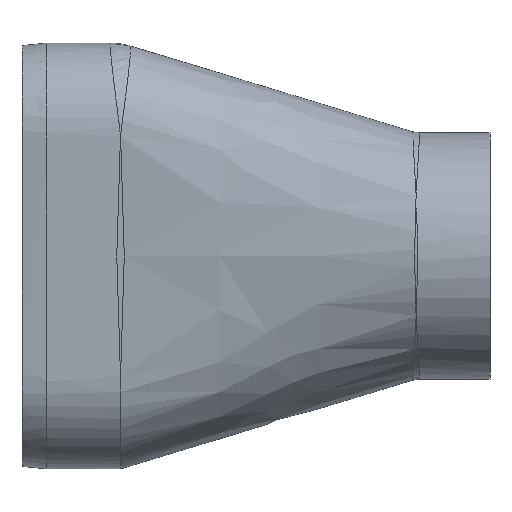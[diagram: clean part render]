
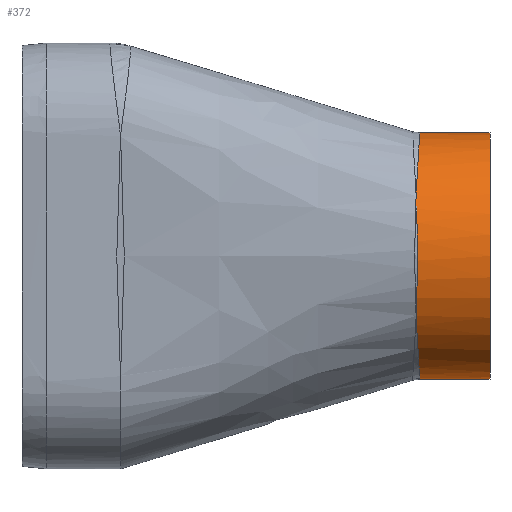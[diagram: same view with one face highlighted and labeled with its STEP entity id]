
A CAD part, front view. The second image highlights one B-rep face of the part: STEP entity #372.
In plain terms, the highlighted cylindrical face has radius 50.05 mm (diameter 100.1 mm), a full revolution.
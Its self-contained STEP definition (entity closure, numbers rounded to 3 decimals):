
#25=CYLINDRICAL_SURFACE('',#399,50.05);
#28=CIRCLE('',#397,50.05);
#45=FACE_OUTER_BOUND('',#65,.T.);
#65=EDGE_LOOP('',(#311,#312,#313,#314,#315,#316,#317,#318));
#97=B_SPLINE_CURVE_WITH_KNOTS('',3,(#1781,#1782,#1783,#1784,#1785,#1786,
#1787,#1788,#1789,#1790,#1791,#1792,#1793),.UNSPECIFIED.,.F.,.F.,(4,2,1,
1,2,1,1,1,4),(-12.699,-12.688,-12.216,-11.98,
-11.508,-10.033,-8.558,-7.082,
-6.345),.UNSPECIFIED.);
#98=B_SPLINE_CURVE_WITH_KNOTS('',3,(#1795,#1796,#1797,#1798,#1799,#1800,
#1801,#1802,#1803,#1804,#1805,#1806,#1807,#1808,#1809,#1810,#1811),
 .UNSPECIFIED.,.F.,.F.,(4,1,1,1,1,1,1,2,1,1,1,2,4),(-6.345,-6.345,
-5.607,-4.869,-4.132,-3.394,
-2.656,-1.181,-0.709,-0.472,
-0.236,0.,0.01),.UNSPECIFIED.);
#102=B_SPLINE_CURVE_WITH_KNOTS('',3,(#1899,#1900,#1901,#1902,#1903,#1904,
#1905,#1906,#1907,#1908,#1909,#1910,#1911),.UNSPECIFIED.,.F.,.F.,(4,2,1,
1,1,1,1,2,4),(-0.007,0.,0.806,1.611,
2.014,2.417,3.223,4.029,4.036),
 .UNSPECIFIED.);
#105=B_SPLINE_CURVE_WITH_KNOTS('',3,(#1987,#1988,#1989,#1990,#1991,#1992,
#1993,#1994,#1995,#1996,#1997,#1998,#1999),.UNSPECIFIED.,.F.,.F.,(4,2,1,
1,1,1,1,2,4),(-0.007,0.,0.808,1.616,
2.02,2.423,3.231,4.039,4.046),
 .UNSPECIFIED.);
#107=B_SPLINE_CURVE_WITH_KNOTS('',3,(#2111,#2112,#2113,#2114,#2115,#2116,
#2117,#2118,#2119,#2120,#2121,#2122,#2123,#2124,#2125,#2126,#2127,#2128,
#2129,#2130,#2131,#2132,#2133,#2134,#2135),.UNSPECIFIED.,.F.,.F.,(4,2,1,
1,2,1,1,1,1,1,1,1,1,1,2,1,1,2,4),(-12.699,-12.688,-12.216,
-11.744,-11.508,-10.033,-8.558,
-7.082,-6.345,-5.607,-4.869,
-4.132,-3.394,-2.656,-1.181,
-0.709,-0.236,0.,0.01),.UNSPECIFIED.);
#123=LINE('',#2289,#129);
#129=VECTOR('',#418,50.05);
#138=VERTEX_POINT('',#764);
#157=VERTEX_POINT('',#1769);
#158=VERTEX_POINT('',#1780);
#159=VERTEX_POINT('',#1794);
#162=VERTEX_POINT('',#1898);
#163=VERTEX_POINT('',#1973);
#181=EDGE_CURVE('',#138,#138,#28,.T.);
#205=EDGE_CURVE('',#157,#158,#97,.T.);
#206=EDGE_CURVE('',#158,#159,#98,.T.);
#210=EDGE_CURVE('',#159,#162,#102,.T.);
#213=EDGE_CURVE('',#163,#157,#105,.T.);
#215=EDGE_CURVE('',#162,#163,#107,.T.);
#219=EDGE_CURVE('',#138,#158,#123,.T.);
#311=ORIENTED_EDGE('',*,*,#181,.F.);
#312=ORIENTED_EDGE('',*,*,#219,.T.);
#313=ORIENTED_EDGE('',*,*,#205,.F.);
#314=ORIENTED_EDGE('',*,*,#213,.F.);
#315=ORIENTED_EDGE('',*,*,#215,.F.);
#316=ORIENTED_EDGE('',*,*,#210,.F.);
#317=ORIENTED_EDGE('',*,*,#206,.F.);
#318=ORIENTED_EDGE('',*,*,#219,.F.);
#372=ADVANCED_FACE('',(#45),#25,.T.);
#397=AXIS2_PLACEMENT_3D('',#765,#410,#411);
#399=AXIS2_PLACEMENT_3D('',#2288,#416,#417);
#410=DIRECTION('center_axis',(1.,0.,0.));
#411=DIRECTION('ref_axis',(0.,0.,-1.));
#416=DIRECTION('center_axis',(1.,0.,0.));
#417=DIRECTION('ref_axis',(0.,0.,-1.));
#418=DIRECTION('',(-1.,0.,0.));
#764=CARTESIAN_POINT('',(150.,0.,50.05));
#765=CARTESIAN_POINT('Origin',(150.,0.,0.));
#1769=CARTESIAN_POINT('',(120.,-43.75,24.309));
#1780=CARTESIAN_POINT('',(121.484,0.,50.05));
#1781=CARTESIAN_POINT('Ctrl Pts',(120.,-43.75,24.309));
#1782=CARTESIAN_POINT('Ctrl Pts',(120.001,-43.736,24.334));
#1783=CARTESIAN_POINT('Ctrl Pts',(120.002,-43.722,24.36));
#1784=CARTESIAN_POINT('Ctrl Pts',(120.053,-43.069,25.53));
#1785=CARTESIAN_POINT('Ctrl Pts',(120.132,-42.04,27.215));
#1786=CARTESIAN_POINT('Ctrl Pts',(120.275,-40.157,29.925));
#1787=CARTESIAN_POINT('Ctrl Pts',(120.365,-38.928,31.486));
#1788=CARTESIAN_POINT('Ctrl Pts',(120.623,-35.384,35.639));
#1789=CARTESIAN_POINT('Ctrl Pts',(120.965,-29.255,41.23));
#1790=CARTESIAN_POINT('Ctrl Pts',(121.314,-18.344,47.118));
#1791=CARTESIAN_POINT('Ctrl Pts',(121.462,-8.24,49.67));
#1792=CARTESIAN_POINT('Ctrl Pts',(121.484,-2.056,50.05));
#1793=CARTESIAN_POINT('Ctrl Pts',(121.484,0.,
50.05));
#1794=CARTESIAN_POINT('',(120.,43.75,24.309));
#1795=CARTESIAN_POINT('Ctrl Pts',(121.484,0.,
50.05));
#1796=CARTESIAN_POINT('Ctrl Pts',(121.484,0.001,
50.05));
#1797=CARTESIAN_POINT('Ctrl Pts',(121.484,2.059,50.05));
#1798=CARTESIAN_POINT('Ctrl Pts',(121.469,6.163,49.797));
#1799=CARTESIAN_POINT('Ctrl Pts',(121.403,12.302,48.648));
#1800=CARTESIAN_POINT('Ctrl Pts',(121.292,18.191,46.762));
#1801=CARTESIAN_POINT('Ctrl Pts',(121.14,23.794,44.178));
#1802=CARTESIAN_POINT('Ctrl Pts',(120.878,30.82,39.811));
#1803=CARTESIAN_POINT('Ctrl Pts',(120.622,35.389,35.632));
#1804=CARTESIAN_POINT('Ctrl Pts',(120.366,38.927,31.487));
#1805=CARTESIAN_POINT('Ctrl Pts',(120.275,40.155,29.927));
#1806=CARTESIAN_POINT('Ctrl Pts',(120.161,41.662,27.759));
#1807=CARTESIAN_POINT('Ctrl Pts',(120.079,42.725,26.093));
#1808=CARTESIAN_POINT('Ctrl Pts',(120.028,43.388,24.958));
#1809=CARTESIAN_POINT('Ctrl Pts',(120.002,43.722,24.36));
#1810=CARTESIAN_POINT('Ctrl Pts',(120.001,43.736,24.334));
#1811=CARTESIAN_POINT('Ctrl Pts',(120.,43.75,24.309));
#1898=CARTESIAN_POINT('',(120.,43.75,-24.309));
#1899=CARTESIAN_POINT('Ctrl Pts',(120.,43.75,24.309));
#1900=CARTESIAN_POINT('Ctrl Pts',(120.001,43.764,24.284));
#1901=CARTESIAN_POINT('Ctrl Pts',(120.002,43.778,24.258));
#1902=CARTESIAN_POINT('Ctrl Pts',(120.131,45.416,21.301));
#1903=CARTESIAN_POINT('Ctrl Pts',(120.347,48.101,15.031));
#1904=CARTESIAN_POINT('Ctrl Pts',(120.485,49.794,6.736));
#1905=CARTESIAN_POINT('Ctrl Pts',(120.513,50.136,-0.002));
#1906=CARTESIAN_POINT('Ctrl Pts',(120.485,49.788,-6.801));
#1907=CARTESIAN_POINT('Ctrl Pts',(120.345,48.082,-15.072));
#1908=CARTESIAN_POINT('Ctrl Pts',(120.131,45.417,-21.298));
#1909=CARTESIAN_POINT('Ctrl Pts',(120.002,43.778,-24.258));
#1910=CARTESIAN_POINT('Ctrl Pts',(120.001,43.764,-24.284));
#1911=CARTESIAN_POINT('Ctrl Pts',(120.,43.75,-24.309));
#1973=CARTESIAN_POINT('',(120.,-43.75,-24.309));
#1987=CARTESIAN_POINT('Ctrl Pts',(120.,-43.75,-24.309));
#1988=CARTESIAN_POINT('Ctrl Pts',(120.001,-43.764,-24.284));
#1989=CARTESIAN_POINT('Ctrl Pts',(120.002,-43.778,-24.258));
#1990=CARTESIAN_POINT('Ctrl Pts',(120.131,-45.421,-21.29));
#1991=CARTESIAN_POINT('Ctrl Pts',(120.346,-48.094,-15.049));
#1992=CARTESIAN_POINT('Ctrl Pts',(120.485,-49.793,-6.749));
#1993=CARTESIAN_POINT('Ctrl Pts',(120.513,-50.136,0.));
#1994=CARTESIAN_POINT('Ctrl Pts',(120.485,-49.793,6.749));
#1995=CARTESIAN_POINT('Ctrl Pts',(120.346,-48.094,15.049));
#1996=CARTESIAN_POINT('Ctrl Pts',(120.131,-45.421,21.29));
#1997=CARTESIAN_POINT('Ctrl Pts',(120.002,-43.778,24.258));
#1998=CARTESIAN_POINT('Ctrl Pts',(120.001,-43.764,24.284));
#1999=CARTESIAN_POINT('Ctrl Pts',(120.,-43.75,24.309));
#2111=CARTESIAN_POINT('Ctrl Pts',(120.,43.75,-24.309));
#2112=CARTESIAN_POINT('Ctrl Pts',(120.001,43.736,-24.334));
#2113=CARTESIAN_POINT('Ctrl Pts',(120.002,43.722,-24.36));
#2114=CARTESIAN_POINT('Ctrl Pts',(120.053,43.069,-25.53));
#2115=CARTESIAN_POINT('Ctrl Pts',(120.159,41.698,-27.777));
#2116=CARTESIAN_POINT('Ctrl Pts',(120.304,39.757,-30.454));
#2117=CARTESIAN_POINT('Ctrl Pts',(120.397,38.499,-31.989));
#2118=CARTESIAN_POINT('Ctrl Pts',(120.623,35.384,-35.639));
#2119=CARTESIAN_POINT('Ctrl Pts',(120.965,29.255,-41.23));
#2120=CARTESIAN_POINT('Ctrl Pts',(121.314,18.344,-47.118));
#2121=CARTESIAN_POINT('Ctrl Pts',(121.462,8.239,-49.671));
#2122=CARTESIAN_POINT('Ctrl Pts',(121.491,-0.008,
-50.177));
#2123=CARTESIAN_POINT('Ctrl Pts',(121.469,-6.163,-49.797));
#2124=CARTESIAN_POINT('Ctrl Pts',(121.403,-12.302,-48.648));
#2125=CARTESIAN_POINT('Ctrl Pts',(121.292,-18.191,-46.762));
#2126=CARTESIAN_POINT('Ctrl Pts',(121.14,-23.794,-44.178));
#2127=CARTESIAN_POINT('Ctrl Pts',(120.878,-30.82,-39.811));
#2128=CARTESIAN_POINT('Ctrl Pts',(120.622,-35.389,-35.632));
#2129=CARTESIAN_POINT('Ctrl Pts',(120.366,-38.927,-31.487));
#2130=CARTESIAN_POINT('Ctrl Pts',(120.244,-40.564,-29.407));
#2131=CARTESIAN_POINT('Ctrl Pts',(120.105,-42.394,-26.66));
#2132=CARTESIAN_POINT('Ctrl Pts',(120.028,-43.388,-24.958));
#2133=CARTESIAN_POINT('Ctrl Pts',(120.002,-43.722,-24.36));
#2134=CARTESIAN_POINT('Ctrl Pts',(120.001,-43.736,-24.334));
#2135=CARTESIAN_POINT('Ctrl Pts',(120.,-43.75,-24.309));
#2288=CARTESIAN_POINT('Origin',(120.,0.,0.));
#2289=CARTESIAN_POINT('',(120.,0.,50.05));
